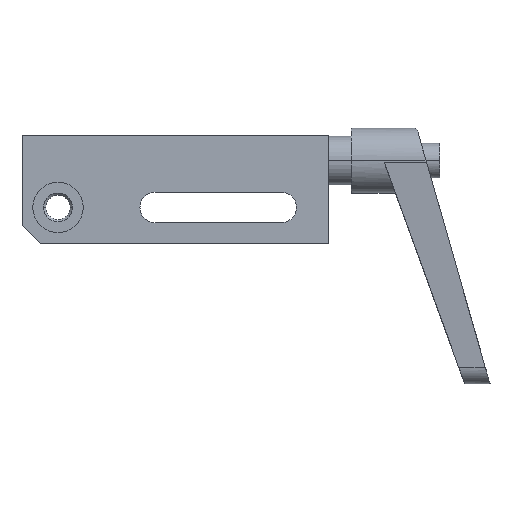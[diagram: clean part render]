
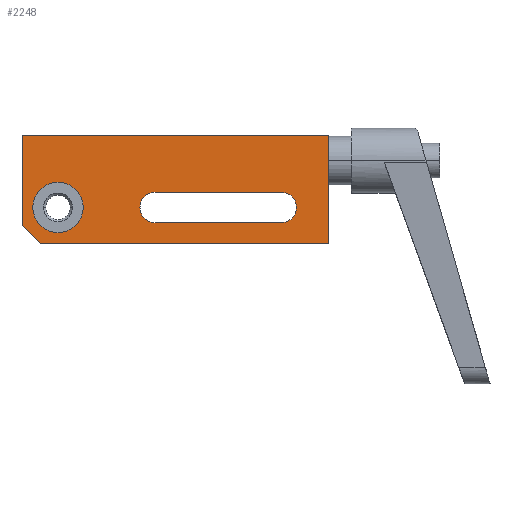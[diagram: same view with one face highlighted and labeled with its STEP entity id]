
A CAD part, front view. The second image highlights one B-rep face of the part: STEP entity #2248.
In plain terms, the highlighted planar face has unit normal (0, -1, 0).
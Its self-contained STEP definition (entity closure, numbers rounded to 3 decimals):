
#27 = VECTOR ( 'NONE', #1543, 1000. ) ;
#28 = VERTEX_POINT ( 'NONE', #821 ) ;
#50 = EDGE_CURVE ( 'NONE', #85, #451, #1256, .T. ) ;
#67 = DIRECTION ( 'NONE',  ( 0., 1., 0. ) ) ;
#81 = VERTEX_POINT ( 'NONE', #1091 ) ;
#85 = VERTEX_POINT ( 'NONE', #2299 ) ;
#90 = CARTESIAN_POINT ( 'NONE',  ( 10., 0., 0. ) ) ;
#112 = LINE ( 'NONE', #1892, #372 ) ;
#116 = VECTOR ( 'NONE', #2243, 1000. ) ;
#212 = PLANE ( 'NONE',  #1264 ) ;
#220 = VECTOR ( 'NONE', #583, 1000. ) ;
#315 = VERTEX_POINT ( 'NONE', #364 ) ;
#361 = EDGE_CURVE ( 'NONE', #81, #1018, #1318, .T. ) ;
#364 = CARTESIAN_POINT ( 'NONE',  ( 85., 0., -10. ) ) ;
#372 = VECTOR ( 'NONE', #929, 1000. ) ;
#393 = DIRECTION ( 'NONE',  ( 0., 1., 0. ) ) ;
#402 = EDGE_CURVE ( 'NONE', #826, #315, #2532, .T. ) ;
#435 = CARTESIAN_POINT ( 'NONE',  ( 37., 0., 0. ) ) ;
#451 = VERTEX_POINT ( 'NONE', #1801 ) ;
#464 = EDGE_CURVE ( 'NONE', #947, #1244, #2211, .T. ) ;
#499 = EDGE_CURVE ( 'NONE', #732, #1691, #2358, .T. ) ;
#530 = DIRECTION ( 'NONE',  ( 1., 0., 0. ) ) ;
#579 = CARTESIAN_POINT ( 'NONE',  ( 37., 0., -4.25 ) ) ;
#583 = DIRECTION ( 'NONE',  ( -1., 0., 0. ) ) ;
#613 = EDGE_LOOP ( 'NONE', ( #1603, #999, #2096, #1233, #2465 ) ) ;
#632 = CARTESIAN_POINT ( 'NONE',  ( 72., 0., 0. ) ) ;
#640 = DIRECTION ( 'NONE',  ( 0., 1., 0. ) ) ;
#732 = VERTEX_POINT ( 'NONE', #1525 ) ;
#771 = DIRECTION ( 'NONE',  ( 0., 0., -1. ) ) ;
#786 = DIRECTION ( 'NONE',  ( 0., 0., 1. ) ) ;
#812 = ORIENTED_EDGE ( 'NONE', *, *, #2538, .T. ) ;
#816 = DIRECTION ( 'NONE',  ( 0., -1., 0. ) ) ;
#821 = CARTESIAN_POINT ( 'NONE',  ( 5., 0., -10. ) ) ;
#826 = VERTEX_POINT ( 'NONE', #1492 ) ;
#866 = VECTOR ( 'NONE', #771, 1000. ) ;
#886 = DIRECTION ( 'NONE',  ( 0., 0., 1. ) ) ;
#895 = DIRECTION ( 'NONE',  ( 0., 1., 0. ) ) ;
#929 = DIRECTION ( 'NONE',  ( 1., 0., 0. ) ) ;
#947 = VERTEX_POINT ( 'NONE', #2170 ) ;
#987 = EDGE_CURVE ( 'NONE', #315, #28, #1382, .T. ) ;
#999 = ORIENTED_EDGE ( 'NONE', *, *, #464, .F. ) ;
#1010 = CARTESIAN_POINT ( 'NONE',  ( 0., 0., 0. ) ) ;
#1018 = VERTEX_POINT ( 'NONE', #2311 ) ;
#1078 = AXIS2_PLACEMENT_3D ( 'NONE', #435, #640, #1211 ) ;
#1091 = CARTESIAN_POINT ( 'NONE',  ( 10., 0., 7. ) ) ;
#1171 = AXIS2_PLACEMENT_3D ( 'NONE', #632, #67, #1790 ) ;
#1210 = ORIENTED_EDGE ( 'NONE', *, *, #50, .T. ) ;
#1211 = DIRECTION ( 'NONE',  ( 0., 0., 1. ) ) ;
#1233 = ORIENTED_EDGE ( 'NONE', *, *, #987, .F. ) ;
#1244 = VERTEX_POINT ( 'NONE', #1654 ) ;
#1256 = CIRCLE ( 'NONE', #1171, 4.25 ) ;
#1264 = AXIS2_PLACEMENT_3D ( 'NONE', #1010, #816, #1785 ) ;
#1318 = CIRCLE ( 'NONE', #1361, 7. ) ;
#1361 = AXIS2_PLACEMENT_3D ( 'NONE', #1365, #393, #786 ) ;
#1365 = CARTESIAN_POINT ( 'NONE',  ( 10., 0., 0. ) ) ;
#1382 = LINE ( 'NONE', #2360, #220 ) ;
#1389 = FACE_OUTER_BOUND ( 'NONE', #613, .T. ) ;
#1492 = CARTESIAN_POINT ( 'NONE',  ( 85., 0., 20. ) ) ;
#1508 = CIRCLE ( 'NONE', #1585, 7. ) ;
#1522 = CARTESIAN_POINT ( 'NONE',  ( 37., 0., 4.25 ) ) ;
#1525 = CARTESIAN_POINT ( 'NONE',  ( 37., 0., -4.25 ) ) ;
#1543 = DIRECTION ( 'NONE',  ( -1., 0., 0. ) ) ;
#1585 = AXIS2_PLACEMENT_3D ( 'NONE', #90, #895, #886 ) ;
#1594 = EDGE_CURVE ( 'NONE', #1244, #826, #112, .T. ) ;
#1603 = ORIENTED_EDGE ( 'NONE', *, *, #1594, .F. ) ;
#1617 = ORIENTED_EDGE ( 'NONE', *, *, #1818, .T. ) ;
#1654 = CARTESIAN_POINT ( 'NONE',  ( 0., 0., 20. ) ) ;
#1691 = VERTEX_POINT ( 'NONE', #1522 ) ;
#1696 = LINE ( 'NONE', #2308, #1749 ) ;
#1709 = EDGE_LOOP ( 'NONE', ( #2347, #1842, #812, #1210 ) ) ;
#1749 = VECTOR ( 'NONE', #530, 1000. ) ;
#1785 = DIRECTION ( 'NONE',  ( 0., 0., -1. ) ) ;
#1790 = DIRECTION ( 'NONE',  ( 0., 0., 1. ) ) ;
#1801 = CARTESIAN_POINT ( 'NONE',  ( 72., 0., -4.25 ) ) ;
#1818 = EDGE_CURVE ( 'NONE', #1018, #81, #1508, .T. ) ;
#1823 = CARTESIAN_POINT ( 'NONE',  ( 0., 0., -5. ) ) ;
#1842 = ORIENTED_EDGE ( 'NONE', *, *, #499, .T. ) ;
#1871 = LINE ( 'NONE', #1823, #2252 ) ;
#1888 = EDGE_CURVE ( 'NONE', #28, #947, #1871, .T. ) ;
#1892 = CARTESIAN_POINT ( 'NONE',  ( 85., 0., 20. ) ) ;
#1928 = EDGE_CURVE ( 'NONE', #451, #732, #1977, .T. ) ;
#1931 = CARTESIAN_POINT ( 'NONE',  ( 85., 0., -10. ) ) ;
#1952 = EDGE_LOOP ( 'NONE', ( #1617, #2046 ) ) ;
#1977 = LINE ( 'NONE', #579, #27 ) ;
#1985 = FACE_BOUND ( 'NONE', #1952, .T. ) ;
#2024 = CARTESIAN_POINT ( 'NONE',  ( 0., 0., 0. ) ) ;
#2046 = ORIENTED_EDGE ( 'NONE', *, *, #361, .T. ) ;
#2096 = ORIENTED_EDGE ( 'NONE', *, *, #1888, .F. ) ;
#2170 = CARTESIAN_POINT ( 'NONE',  ( 0., 0., -5. ) ) ;
#2211 = LINE ( 'NONE', #2024, #116 ) ;
#2243 = DIRECTION ( 'NONE',  ( 0., 0., 1. ) ) ;
#2248 = ADVANCED_FACE ( 'NONE', ( #2424, #1389, #1985 ), #212, .T. ) ;
#2252 = VECTOR ( 'NONE', #2421, 1000. ) ;
#2299 = CARTESIAN_POINT ( 'NONE',  ( 72., 0., 4.25 ) ) ;
#2308 = CARTESIAN_POINT ( 'NONE',  ( 37., 0., 4.25 ) ) ;
#2311 = CARTESIAN_POINT ( 'NONE',  ( 10., 0., -7. ) ) ;
#2347 = ORIENTED_EDGE ( 'NONE', *, *, #1928, .T. ) ;
#2358 = CIRCLE ( 'NONE', #1078, 4.25 ) ;
#2360 = CARTESIAN_POINT ( 'NONE',  ( 5., 0., -10. ) ) ;
#2421 = DIRECTION ( 'NONE',  ( -0.707, 0., 0.707 ) ) ;
#2424 = FACE_BOUND ( 'NONE', #1709, .T. ) ;
#2465 = ORIENTED_EDGE ( 'NONE', *, *, #402, .F. ) ;
#2532 = LINE ( 'NONE', #1931, #866 ) ;
#2538 = EDGE_CURVE ( 'NONE', #1691, #85, #1696, .T. ) ;
